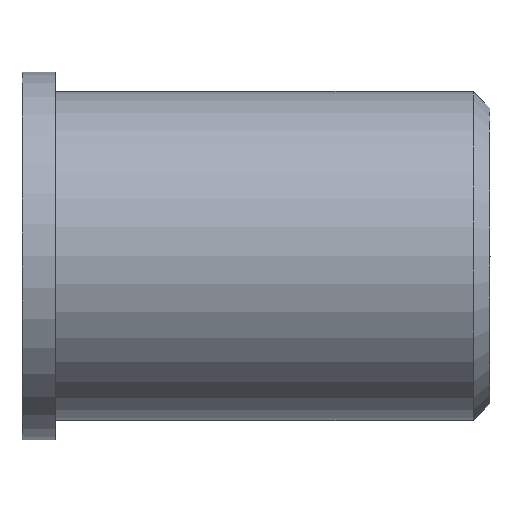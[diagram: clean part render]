
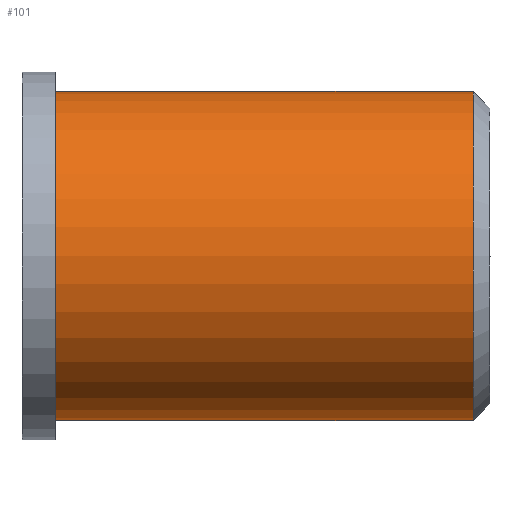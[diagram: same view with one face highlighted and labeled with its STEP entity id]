
A CAD part, top view. The second image highlights one B-rep face of the part: STEP entity #101.
In plain terms, the highlighted cylindrical face has radius 2.5 mm (diameter 5 mm), a partial arc.
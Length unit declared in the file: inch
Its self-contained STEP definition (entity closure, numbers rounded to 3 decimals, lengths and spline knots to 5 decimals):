
#57 = VERTEX_POINT ( 'NONE', #180 ) ;
#59 = EDGE_CURVE ( 'NONE', #60, #57, #179, .T. ) ;
#60 = VERTEX_POINT ( 'NONE', #233 ) ;
#101 = ADVANCED_FACE ( 'NONE', ( #315 ), #314, .T. ) ;
#102 = EDGE_LOOP ( 'NONE', ( #103, #104, #107, #110 ) ) ;
#103 = ORIENTED_EDGE ( 'NONE', *, *, #59, .T. ) ;
#104 = ORIENTED_EDGE ( 'NONE', *, *, #105, .T. ) ;
#105 = EDGE_CURVE ( 'NONE', #57, #106, #313, .T. ) ;
#106 = VERTEX_POINT ( 'NONE', #364 ) ;
#107 = ORIENTED_EDGE ( 'NONE', *, *, #108, .F. ) ;
#108 = EDGE_CURVE ( 'NONE', #109, #106, #363, .T. ) ;
#109 = VERTEX_POINT ( 'NONE', #358 ) ;
#110 = ORIENTED_EDGE ( 'NONE', *, *, #111, .F. ) ;
#111 = EDGE_CURVE ( 'NONE', #60, #109, #357, .T. ) ;
#175 = DIRECTION ( 'NONE',  ( 0., -1., 0. ) ) ;
#176 = DIRECTION ( 'NONE',  ( -1., 0., 0. ) ) ;
#177 = CARTESIAN_POINT ( 'NONE',  ( 0.27, 0., 0. ) ) ;
#178 = AXIS2_PLACEMENT_3D ( 'NONE', #177, #176, #175 ) ;
#179 = CIRCLE ( 'NONE', #178, 0.09843 ) ;
#180 = CARTESIAN_POINT ( 'NONE',  ( 0.27, 0.09842, 0. ) ) ;
#233 = CARTESIAN_POINT ( 'NONE',  ( 0.27, -0.09843, 0. ) ) ;
#309 = DIRECTION ( 'NONE',  ( 0., -1., 0. ) ) ;
#310 = DIRECTION ( 'NONE',  ( -1., 0., 0. ) ) ;
#311 = CARTESIAN_POINT ( 'NONE',  ( 0., 0., 0. ) ) ;
#312 = AXIS2_PLACEMENT_3D ( 'NONE', #311, #310, #309 ) ;
#313 = LINE ( 'NONE', #367, #366 ) ;
#314 = CYLINDRICAL_SURFACE ( 'NONE', #312, 0.09843 ) ;
#315 = FACE_OUTER_BOUND ( 'NONE', #102, .T. ) ;
#354 = DIRECTION ( 'NONE',  ( -1., 0., 0. ) ) ;
#355 = VECTOR ( 'NONE', #354, 39.37008 ) ;
#356 = CARTESIAN_POINT ( 'NONE',  ( 0., -0.09843, 0. ) ) ;
#357 = LINE ( 'NONE', #356, #355 ) ;
#358 = CARTESIAN_POINT ( 'NONE',  ( 0.02, -0.09842, 0. ) ) ;
#359 = DIRECTION ( 'NONE',  ( 0., -1., 0. ) ) ;
#360 = DIRECTION ( 'NONE',  ( -1., 0., 0. ) ) ;
#361 = CARTESIAN_POINT ( 'NONE',  ( 0.02, 0., 0. ) ) ;
#362 = AXIS2_PLACEMENT_3D ( 'NONE', #361, #360, #359 ) ;
#363 = CIRCLE ( 'NONE', #362, 0.09842 ) ;
#364 = CARTESIAN_POINT ( 'NONE',  ( 0.02, 0.09842, 0. ) ) ;
#365 = DIRECTION ( 'NONE',  ( -1., 0., 0. ) ) ;
#366 = VECTOR ( 'NONE', #365, 39.37008 ) ;
#367 = CARTESIAN_POINT ( 'NONE',  ( 0., 0.09843, 0. ) ) ;
